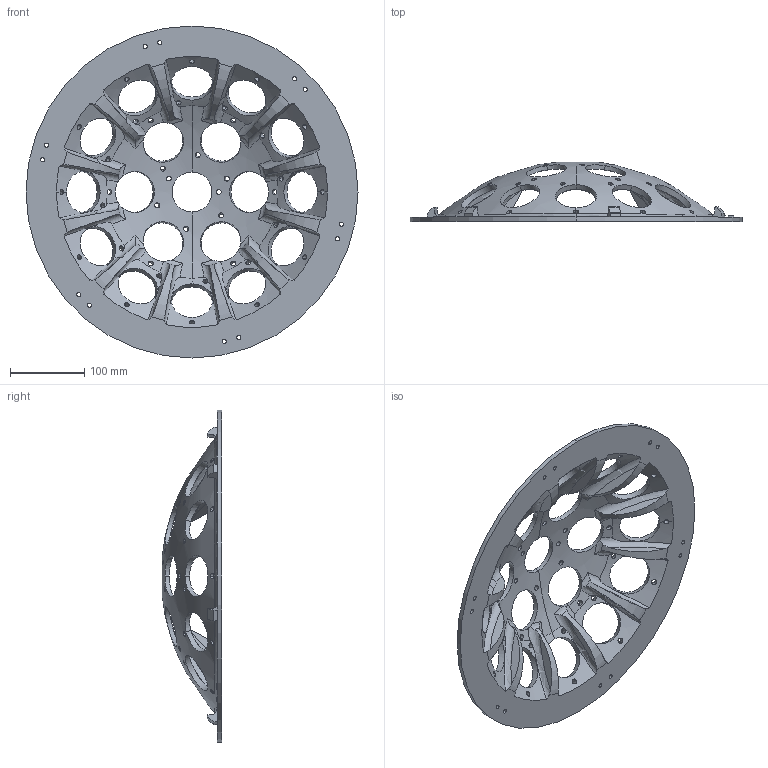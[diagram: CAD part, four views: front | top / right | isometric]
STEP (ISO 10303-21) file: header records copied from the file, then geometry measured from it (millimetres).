
FILE_DESCRIPTION (( 'STEP AP203' ), '1' );
FILE_NAME ('Matrix_4.3.1.STEP', '2021-01-13T00:07:43', ( '' ), ( '' ), 'SwSTEP 2.0', 'SolidWorks 2020', '' );
FILE_SCHEMA (( 'CONFIG_CONTROL_DESIGN' ));
Length unit declared in the file: millimetre
Products named in the file (1): Matrix_4.3.1
Bounding box: 446 x 79.91 x 446 mm (x, y, z)
Volume: 1074688 mm3; surface area: 322579.8 mm2
Topology: 1 solids, 1 shells, 558 faces, 1689 edges, 1118 vertices
Faces by surface type: plane 212, cylinder 152, bspline 130, torus 40, sphere 24
Entity records: 27931 total; most frequent: CARTESIAN_POINT 13769, ORIENTED_EDGE 3378, DIRECTION 2249, EDGE_CURVE 1689, VERTEX_POINT 1118, VECTOR 759, LINE 759, AXIS2_PLACEMENT_3D 745
